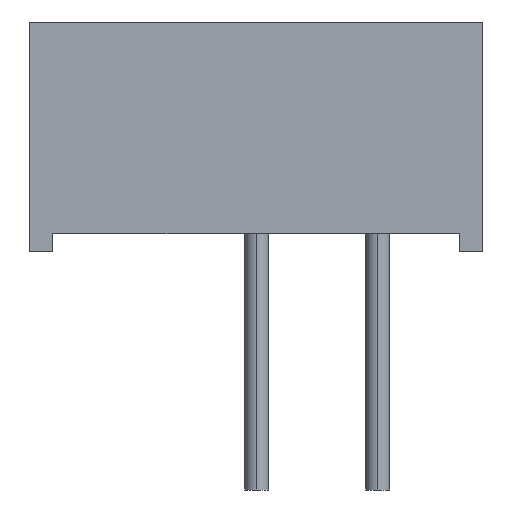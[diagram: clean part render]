
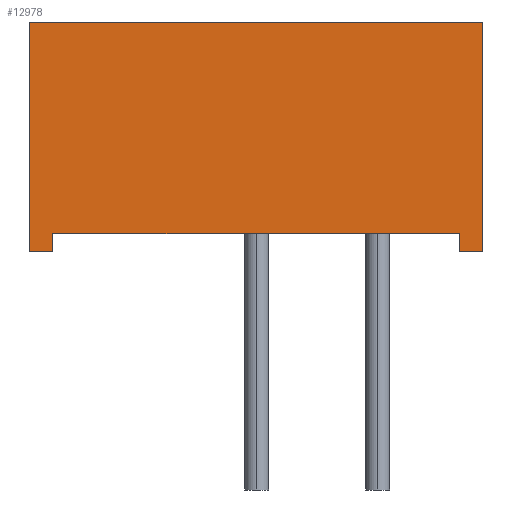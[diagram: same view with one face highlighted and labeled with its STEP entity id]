
A CAD part, left-side view. The second image highlights one B-rep face of the part: STEP entity #12978.
In plain terms, the highlighted planar face has unit normal (-1, 0, 0).
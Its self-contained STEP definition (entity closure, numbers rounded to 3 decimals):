
#224 = FACE_OUTER_BOUND ( 'NONE', #7878, .T. ) ;
#246 = DIRECTION ( 'NONE',  ( 0., -1., 0. ) ) ;
#338 = ORIENTED_EDGE ( 'NONE', *, *, #8465, .T. ) ;
#543 = LINE ( 'NONE', #8199, #6152 ) ;
#1364 = LINE ( 'NONE', #1639, #13157 ) ;
#1470 = VECTOR ( 'NONE', #12452, 1000. ) ;
#1525 = CARTESIAN_POINT ( 'NONE',  ( -4.765, 4.765, 4.83 ) ) ;
#1639 = CARTESIAN_POINT ( 'NONE',  ( -4.765, 4.765, 4.83 ) ) ;
#2211 = CARTESIAN_POINT ( 'NONE',  ( -4.765, 4.765, 0. ) ) ;
#2611 = CARTESIAN_POINT ( 'NONE',  ( -4.765, 4.265, -4.62 ) ) ;
#2711 = DIRECTION ( 'NONE',  ( 0., -1., 0. ) ) ;
#3202 = CARTESIAN_POINT ( 'NONE',  ( -4.765, -4.265, 0. ) ) ;
#3262 = ORIENTED_EDGE ( 'NONE', *, *, #3433, .F. ) ;
#3433 = EDGE_CURVE ( 'NONE', #11134, #10100, #7270, .T. ) ;
#3463 = VERTEX_POINT ( 'NONE', #2211 ) ;
#3722 = EDGE_CURVE ( 'NONE', #6855, #3463, #543, .T. ) ;
#4010 = DIRECTION ( 'NONE',  ( 1., 0., 0. ) ) ;
#4208 = ORIENTED_EDGE ( 'NONE', *, *, #7843, .T. ) ;
#4209 = LINE ( 'NONE', #15895, #6555 ) ;
#4264 = CARTESIAN_POINT ( 'NONE',  ( -4.765, 4.765, 4.83 ) ) ;
#4491 = VECTOR ( 'NONE', #5316, 1000. ) ;
#4767 = DIRECTION ( 'NONE',  ( 0., 0., -1. ) ) ;
#5316 = DIRECTION ( 'NONE',  ( 0., 1., 0. ) ) ;
#6152 = VECTOR ( 'NONE', #14726, 1000. ) ;
#6555 = VECTOR ( 'NONE', #246, 1000. ) ;
#6855 = VERTEX_POINT ( 'NONE', #1525 ) ;
#7247 = CARTESIAN_POINT ( 'NONE',  ( -4.765, -4.765, 4.83 ) ) ;
#7270 = LINE ( 'NONE', #14748, #1470 ) ;
#7637 = EDGE_CURVE ( 'NONE', #10818, #8679, #7749, .T. ) ;
#7749 = LINE ( 'NONE', #2611, #14712 ) ;
#7843 = EDGE_CURVE ( 'NONE', #3463, #10818, #4209, .T. ) ;
#7878 = EDGE_LOOP ( 'NONE', ( #3262, #338, #16482, #16051, #12333, #4208, #15732, #12312 ) ) ;
#7912 = DIRECTION ( 'NONE',  ( 0., 0., 1. ) ) ;
#8199 = CARTESIAN_POINT ( 'NONE',  ( -4.765, 4.765, 4.83 ) ) ;
#8418 = VECTOR ( 'NONE', #4767, 1000. ) ;
#8465 = EDGE_CURVE ( 'NONE', #11134, #14695, #9209, .T. ) ;
#8679 = VERTEX_POINT ( 'NONE', #11703 ) ;
#9209 = LINE ( 'NONE', #14377, #13649 ) ;
#9222 = DIRECTION ( 'NONE',  ( 0., 1., 0. ) ) ;
#9304 = PLANE ( 'NONE',  #15845 ) ;
#9461 = EDGE_CURVE ( 'NONE', #13183, #14695, #16372, .T. ) ;
#10100 = VERTEX_POINT ( 'NONE', #16194 ) ;
#10526 = LINE ( 'NONE', #15803, #4491 ) ;
#10818 = VERTEX_POINT ( 'NONE', #14031 ) ;
#11134 = VERTEX_POINT ( 'NONE', #3202 ) ;
#11588 = CARTESIAN_POINT ( 'NONE',  ( -4.765, -4.765, 4.83 ) ) ;
#11703 = CARTESIAN_POINT ( 'NONE',  ( -4.765, 4.265, 0.38 ) ) ;
#11990 = EDGE_CURVE ( 'NONE', #6855, #13183, #1364, .T. ) ;
#12312 = ORIENTED_EDGE ( 'NONE', *, *, #14603, .F. ) ;
#12333 = ORIENTED_EDGE ( 'NONE', *, *, #3722, .T. ) ;
#12452 = DIRECTION ( 'NONE',  ( 0., 0., 1. ) ) ;
#12978 = ADVANCED_FACE ( 'NONE', ( #224 ), #9304, .F. ) ;
#13157 = VECTOR ( 'NONE', #15648, 1000. ) ;
#13183 = VERTEX_POINT ( 'NONE', #11588 ) ;
#13249 = CARTESIAN_POINT ( 'NONE',  ( -4.765, -4.765, 0. ) ) ;
#13649 = VECTOR ( 'NONE', #2711, 1000. ) ;
#14031 = CARTESIAN_POINT ( 'NONE',  ( -4.765, 4.265, 0. ) ) ;
#14377 = CARTESIAN_POINT ( 'NONE',  ( -4.765, 4.765, 0. ) ) ;
#14603 = EDGE_CURVE ( 'NONE', #10100, #8679, #10526, .T. ) ;
#14695 = VERTEX_POINT ( 'NONE', #13249 ) ;
#14712 = VECTOR ( 'NONE', #7912, 1000. ) ;
#14726 = DIRECTION ( 'NONE',  ( 0., 0., -1. ) ) ;
#14748 = CARTESIAN_POINT ( 'NONE',  ( -4.765, -4.265, -4.62 ) ) ;
#15648 = DIRECTION ( 'NONE',  ( 0., -1., 0. ) ) ;
#15732 = ORIENTED_EDGE ( 'NONE', *, *, #7637, .T. ) ;
#15803 = CARTESIAN_POINT ( 'NONE',  ( -4.765, -4.265, 0.38 ) ) ;
#15845 = AXIS2_PLACEMENT_3D ( 'NONE', #4264, #4010, #9222 ) ;
#15895 = CARTESIAN_POINT ( 'NONE',  ( -4.765, 4.765, 0. ) ) ;
#16051 = ORIENTED_EDGE ( 'NONE', *, *, #11990, .F. ) ;
#16194 = CARTESIAN_POINT ( 'NONE',  ( -4.765, -4.265, 0.38 ) ) ;
#16372 = LINE ( 'NONE', #7247, #8418 ) ;
#16482 = ORIENTED_EDGE ( 'NONE', *, *, #9461, .F. ) ;
